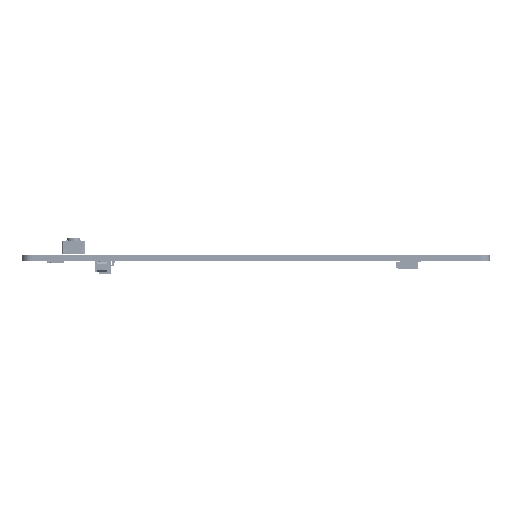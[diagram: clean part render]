
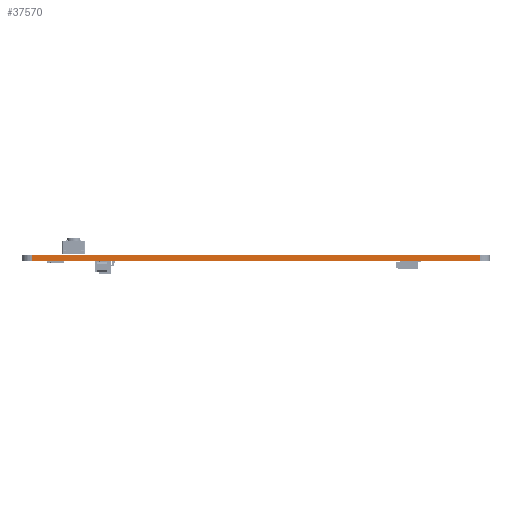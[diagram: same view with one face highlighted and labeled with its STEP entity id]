
A CAD part, left-side view. The second image highlights one B-rep face of the part: STEP entity #37570.
In plain terms, the highlighted planar face has unit normal (-1, 0, 0).
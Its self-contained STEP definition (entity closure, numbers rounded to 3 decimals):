
#4667=FACE_OUTER_BOUND('',#7562,.T.);
#7562=EDGE_LOOP('',(#32651,#32652,#32653,#32654));
#11298=LINE('',#59506,#15047);
#11303=LINE('',#60676,#15052);
#11310=LINE('',#61849,#15059);
#11312=LINE('',#61853,#15061);
#15047=VECTOR('',#48028,1.);
#15052=VECTOR('',#49195,1.);
#15059=VECTOR('',#50364,1.);
#15061=VECTOR('',#50370,1.);
#17978=VERTEX_POINT('',#59503);
#17979=VERTEX_POINT('',#59505);
#18562=VERTEX_POINT('',#60673);
#18563=VERTEX_POINT('',#60675);
#22672=EDGE_CURVE('',#17978,#17979,#11298,.T.);
#23257=EDGE_CURVE('',#18563,#18562,#11303,.T.);
#23844=EDGE_CURVE('',#17979,#18562,#11310,.T.);
#23846=EDGE_CURVE('',#17978,#18563,#11312,.T.);
#32651=ORIENTED_EDGE('',*,*,#23846,.T.);
#32652=ORIENTED_EDGE('',*,*,#23257,.T.);
#32653=ORIENTED_EDGE('',*,*,#23844,.F.);
#32654=ORIENTED_EDGE('',*,*,#22672,.F.);
#36068=PLANE('',#41017);
#37570=ADVANCED_FACE('',(#4667),#36068,.T.);
#41017=AXIS2_PLACEMENT_3D('',#61852,#50368,#50369);
#48028=DIRECTION('',(0.,1.,0.));
#49195=DIRECTION('',(0.,1.,0.));
#50364=DIRECTION('',(0.,0.,1.));
#50368=DIRECTION('center_axis',(-1.,0.,0.));
#50369=DIRECTION('ref_axis',(0.,1.,0.));
#50370=DIRECTION('',(0.,0.,1.));
#59503=CARTESIAN_POINT('',(52.878,-202.375,0.));
#59505=CARTESIAN_POINT('',(52.878,-85.075,0.));
#59506=CARTESIAN_POINT('',(52.878,-202.375,0.));
#60673=CARTESIAN_POINT('',(52.878,-85.075,1.6));
#60675=CARTESIAN_POINT('',(52.878,-202.375,1.6));
#60676=CARTESIAN_POINT('',(52.878,-202.375,1.6));
#61849=CARTESIAN_POINT('',(52.878,-85.075,0.));
#61852=CARTESIAN_POINT('Origin',(52.878,-202.375,0.));
#61853=CARTESIAN_POINT('',(52.878,-202.375,0.));
